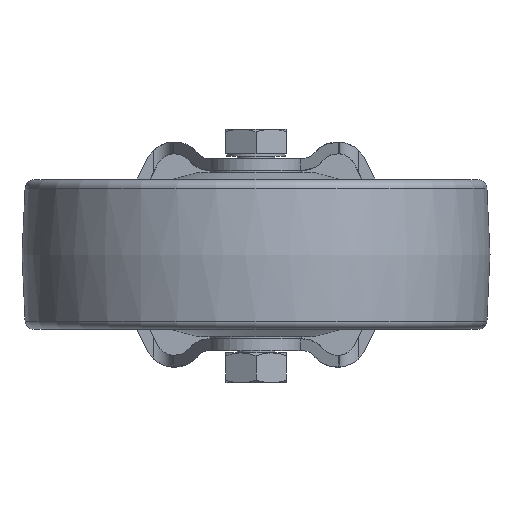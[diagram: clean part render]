
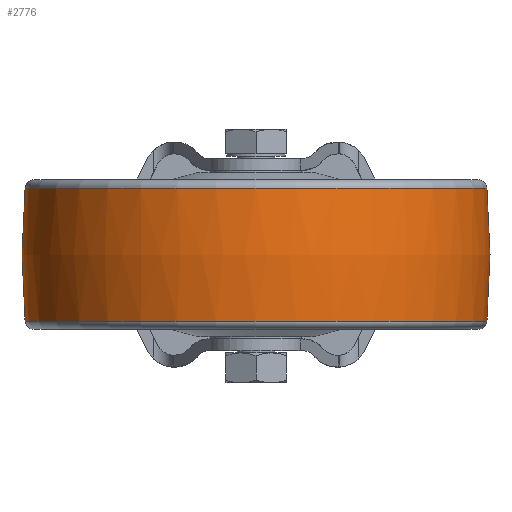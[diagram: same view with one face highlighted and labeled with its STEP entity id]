
A CAD part, front view. The second image highlights one B-rep face of the part: STEP entity #2776.
In plain terms, the highlighted toroidal (fillet/blend) face has major radius 100 mm and minor radius 150 mm.
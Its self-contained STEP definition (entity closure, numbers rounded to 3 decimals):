
#38=DEGENERATE_TOROIDAL_SURFACE('',#3082,100.,150.,
 .F.);
#577=CIRCLE('',#3083,49.327);
#578=CIRCLE('',#3084,49.327);
#903=ORIENTED_EDGE('',*,*,#1554,.T.);
#904=ORIENTED_EDGE('',*,*,#1555,.F.);
#1554=EDGE_CURVE('',#1905,#1905,#577,.T.);
#1555=EDGE_CURVE('',#1906,#1906,#578,.T.);
#1905=VERTEX_POINT('',#4597);
#1906=VERTEX_POINT('',#4599);
#2253=EDGE_LOOP('',(#903));
#2254=EDGE_LOOP('',(#904));
#2519=FACE_BOUND('',#2253,.T.);
#2520=FACE_BOUND('',#2254,.T.);
#2776=ADVANCED_FACE('',(#2519,#2520),#38,.F.);
#3082=AXIS2_PLACEMENT_3D('',#4595,#3607,#3608);
#3083=AXIS2_PLACEMENT_3D('',#4596,#3609,#3610);
#3084=AXIS2_PLACEMENT_3D('',#4598,#3611,#3612);
#3607=DIRECTION('',(0.,1.,0.));
#3608=DIRECTION('',(0.,0.,1.));
#3609=DIRECTION('',(0.,1.,0.));
#3610=DIRECTION('',(0.,0.,1.));
#3611=DIRECTION('',(0.,1.,0.));
#3612=DIRECTION('',(0.,0.,1.));
#4595=CARTESIAN_POINT('',(0.,0.,0.));
#4596=CARTESIAN_POINT('',(0.,-14.189,0.));
#4597=CARTESIAN_POINT('',(0.,-14.189,49.327));
#4598=CARTESIAN_POINT('',(0.,14.189,0.));
#4599=CARTESIAN_POINT('',(0.,14.189,49.327));
